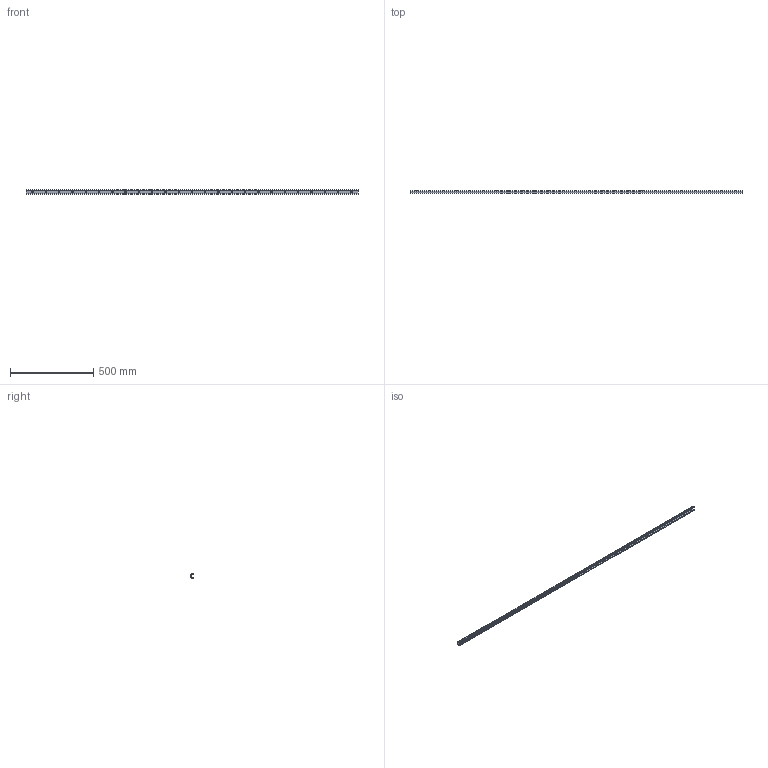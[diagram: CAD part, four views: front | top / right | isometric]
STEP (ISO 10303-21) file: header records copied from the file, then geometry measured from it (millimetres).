
FILE_DESCRIPTION((''),'2;1');
FILE_NAME('# S-LBX 30-2000 (OM).stp','2021-07-27T11:56:43',('USpaeth'),(''),'Autodesk Inventor 2012','Autodesk Inventor 2012','');
FILE_SCHEMA(('AUTOMOTIVE_DESIGN { 1 0 10303 214 1 1 1 1 }'));
Length unit declared in the file: millimetre
Products named in the file (1): # S-LBX 30-2000 (OM)
Bounding box: 2000 x 15 x 29.47 mm (x, y, z)
Volume: 228810.2 mm3; surface area: 194742 mm2
Topology: 1 solids, 1 shells, 122 faces, 360 edges, 240 vertices
Faces by surface type: plane 64, cylinder 58
Entity records: 4226 total; most frequent: CARTESIAN_POINT 723, DIRECTION 722, ORIENTED_EDGE 720, EDGE_CURVE 360, VECTOR 244, LINE 244, VERTEX_POINT 240, AXIS2_PLACEMENT_3D 239
